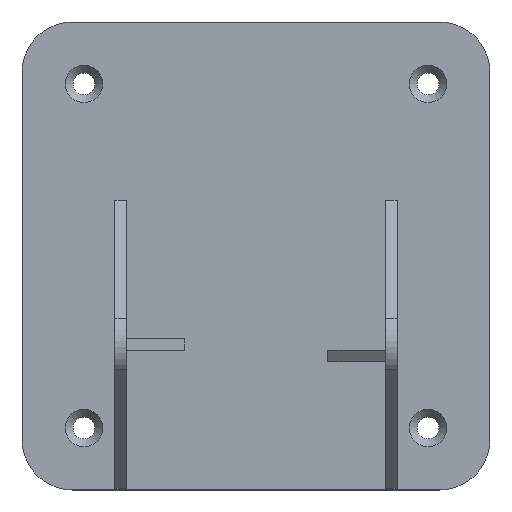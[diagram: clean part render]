
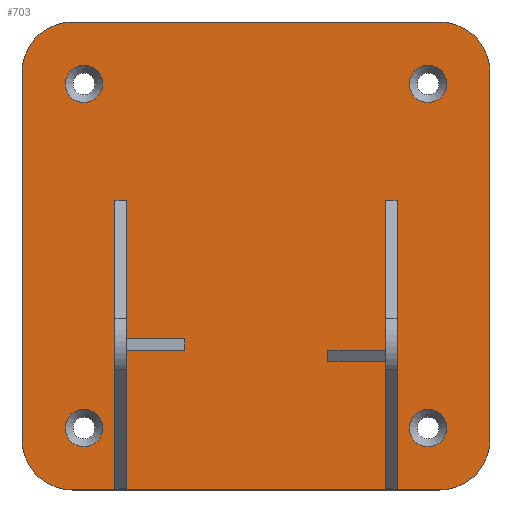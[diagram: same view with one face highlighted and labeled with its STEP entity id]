
A CAD part, top view. The second image highlights one B-rep face of the part: STEP entity #703.
In plain terms, the highlighted planar face has unit normal (0, 0, 1).
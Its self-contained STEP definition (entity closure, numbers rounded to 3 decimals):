
#27=FACE_BOUND('',#158,.T.);
#28=FACE_BOUND('',#159,.T.);
#29=FACE_BOUND('',#160,.T.);
#30=FACE_BOUND('',#161,.T.);
#31=FACE_BOUND('',#162,.T.);
#32=FACE_BOUND('',#163,.T.);
#56=CIRCLE('',#758,12.948);
#57=CIRCLE('',#760,12.948);
#58=CIRCLE('',#762,12.948);
#59=CIRCLE('',#764,12.948);
#60=CIRCLE('',#767,35.);
#61=CIRCLE('',#770,35.);
#62=CIRCLE('',#773,35.);
#63=CIRCLE('',#776,35.);
#113=FACE_OUTER_BOUND('',#157,.T.);
#157=EDGE_LOOP('',(#620,#621,#622,#623,#624,#625,#626,#627));
#158=EDGE_LOOP('',(#628,#629,#630,#631,#632,#633,#634,#635));
#159=EDGE_LOOP('',(#636));
#160=EDGE_LOOP('',(#637));
#161=EDGE_LOOP('',(#638));
#162=EDGE_LOOP('',(#639));
#163=EDGE_LOOP('',(#640,#641,#642,#643,#644,#645,#646,#647));
#164=LINE('',#995,#228);
#181=LINE('',#1078,#245);
#184=LINE('',#1084,#248);
#187=LINE('',#1089,#251);
#188=LINE('',#1093,#252);
#191=LINE('',#1098,#255);
#193=LINE('',#1102,#257);
#195=LINE('',#1105,#259);
#196=LINE('',#1106,#260);
#202=LINE('',#1127,#266);
#205=LINE('',#1135,#269);
#208=LINE('',#1143,#272);
#211=LINE('',#1151,#275);
#213=LINE('',#1158,#277);
#218=LINE('',#1169,#282);
#221=LINE('',#1175,#285);
#223=LINE('',#1179,#287);
#225=LINE('',#1182,#289);
#226=LINE('',#1184,#290);
#227=LINE('',#1188,#291);
#228=VECTOR('',#791,10.);
#245=VECTOR('',#872,10.);
#248=VECTOR('',#877,10.);
#251=VECTOR('',#882,10.);
#252=VECTOR('',#885,10.);
#255=VECTOR('',#890,10.);
#257=VECTOR('',#894,10.);
#259=VECTOR('',#898,10.);
#260=VECTOR('',#899,10.);
#266=VECTOR('',#923,10.);
#269=VECTOR('',#932,10.);
#272=VECTOR('',#941,10.);
#275=VECTOR('',#950,10.);
#277=VECTOR('',#958,10.);
#282=VECTOR('',#965,10.);
#285=VECTOR('',#970,10.);
#287=VECTOR('',#974,10.);
#289=VECTOR('',#978,10.);
#290=VECTOR('',#981,10.);
#291=VECTOR('',#988,10.);
#292=VERTEX_POINT('',#993);
#293=VERTEX_POINT('',#994);
#325=VERTEX_POINT('',#1074);
#327=VERTEX_POINT('',#1077);
#329=VERTEX_POINT('',#1083);
#330=VERTEX_POINT('',#1087);
#331=VERTEX_POINT('',#1091);
#332=VERTEX_POINT('',#1092);
#333=VERTEX_POINT('',#1097);
#334=VERTEX_POINT('',#1101);
#335=VERTEX_POINT('',#1108);
#336=VERTEX_POINT('',#1112);
#337=VERTEX_POINT('',#1116);
#338=VERTEX_POINT('',#1120);
#339=VERTEX_POINT('',#1124);
#340=VERTEX_POINT('',#1126);
#341=VERTEX_POINT('',#1130);
#342=VERTEX_POINT('',#1134);
#343=VERTEX_POINT('',#1138);
#344=VERTEX_POINT('',#1142);
#345=VERTEX_POINT('',#1146);
#346=VERTEX_POINT('',#1150);
#347=VERTEX_POINT('',#1156);
#348=VERTEX_POINT('',#1157);
#351=VERTEX_POINT('',#1165);
#353=VERTEX_POINT('',#1168);
#355=VERTEX_POINT('',#1174);
#356=VERTEX_POINT('',#1178);
#357=EDGE_CURVE('',#292,#293,#164,.T.);
#397=EDGE_CURVE('',#327,#325,#181,.T.);
#400=EDGE_CURVE('',#329,#327,#184,.T.);
#403=EDGE_CURVE('',#330,#329,#187,.T.);
#404=EDGE_CURVE('',#331,#332,#188,.T.);
#407=EDGE_CURVE('',#332,#333,#191,.T.);
#409=EDGE_CURVE('',#333,#334,#193,.T.);
#411=EDGE_CURVE('',#334,#325,#195,.T.);
#412=EDGE_CURVE('',#330,#331,#196,.T.);
#414=EDGE_CURVE('',#335,#335,#56,.T.);
#416=EDGE_CURVE('',#336,#336,#57,.T.);
#418=EDGE_CURVE('',#337,#337,#58,.T.);
#420=EDGE_CURVE('',#338,#338,#59,.T.);
#422=EDGE_CURVE('',#340,#339,#202,.T.);
#424=EDGE_CURVE('',#341,#340,#60,.T.);
#426=EDGE_CURVE('',#342,#341,#205,.T.);
#428=EDGE_CURVE('',#343,#342,#61,.T.);
#430=EDGE_CURVE('',#344,#343,#208,.T.);
#432=EDGE_CURVE('',#345,#344,#62,.T.);
#434=EDGE_CURVE('',#346,#345,#211,.T.);
#436=EDGE_CURVE('',#339,#346,#63,.T.);
#437=EDGE_CURVE('',#347,#348,#213,.T.);
#442=EDGE_CURVE('',#353,#351,#218,.T.);
#445=EDGE_CURVE('',#355,#353,#221,.T.);
#447=EDGE_CURVE('',#356,#355,#223,.T.);
#449=EDGE_CURVE('',#293,#356,#225,.T.);
#451=EDGE_CURVE('',#351,#347,#226,.T.);
#453=EDGE_CURVE('',#348,#292,#227,.T.);
#620=ORIENTED_EDGE('',*,*,#436,.T.);
#621=ORIENTED_EDGE('',*,*,#434,.T.);
#622=ORIENTED_EDGE('',*,*,#432,.T.);
#623=ORIENTED_EDGE('',*,*,#430,.T.);
#624=ORIENTED_EDGE('',*,*,#428,.T.);
#625=ORIENTED_EDGE('',*,*,#426,.T.);
#626=ORIENTED_EDGE('',*,*,#424,.T.);
#627=ORIENTED_EDGE('',*,*,#422,.T.);
#628=ORIENTED_EDGE('',*,*,#357,.T.);
#629=ORIENTED_EDGE('',*,*,#449,.T.);
#630=ORIENTED_EDGE('',*,*,#447,.T.);
#631=ORIENTED_EDGE('',*,*,#445,.T.);
#632=ORIENTED_EDGE('',*,*,#442,.T.);
#633=ORIENTED_EDGE('',*,*,#451,.T.);
#634=ORIENTED_EDGE('',*,*,#437,.T.);
#635=ORIENTED_EDGE('',*,*,#453,.T.);
#636=ORIENTED_EDGE('',*,*,#420,.T.);
#637=ORIENTED_EDGE('',*,*,#418,.T.);
#638=ORIENTED_EDGE('',*,*,#416,.T.);
#639=ORIENTED_EDGE('',*,*,#414,.T.);
#640=ORIENTED_EDGE('',*,*,#411,.F.);
#641=ORIENTED_EDGE('',*,*,#409,.F.);
#642=ORIENTED_EDGE('',*,*,#407,.F.);
#643=ORIENTED_EDGE('',*,*,#404,.F.);
#644=ORIENTED_EDGE('',*,*,#412,.F.);
#645=ORIENTED_EDGE('',*,*,#403,.T.);
#646=ORIENTED_EDGE('',*,*,#400,.T.);
#647=ORIENTED_EDGE('',*,*,#397,.T.);
#667=PLANE('',#786);
#703=ADVANCED_FACE('',(#113,#27,#28,#29,#30,#31,#32),#667,.T.);
#758=AXIS2_PLACEMENT_3D('',#1110,#903,#904);
#760=AXIS2_PLACEMENT_3D('',#1114,#908,#909);
#762=AXIS2_PLACEMENT_3D('',#1118,#913,#914);
#764=AXIS2_PLACEMENT_3D('',#1122,#918,#919);
#767=AXIS2_PLACEMENT_3D('',#1131,#927,#928);
#770=AXIS2_PLACEMENT_3D('',#1139,#936,#937);
#773=AXIS2_PLACEMENT_3D('',#1147,#945,#946);
#776=AXIS2_PLACEMENT_3D('',#1154,#954,#955);
#786=AXIS2_PLACEMENT_3D('',#1189,#989,#990);
#791=DIRECTION('',(-1.,0.,0.));
#872=DIRECTION('',(-1.,0.,0.));
#877=DIRECTION('',(0.,-1.,0.));
#882=DIRECTION('',(1.,0.,0.));
#885=DIRECTION('',(-1.,0.,0.));
#890=DIRECTION('',(0.,-1.,0.));
#894=DIRECTION('',(1.,0.,0.));
#898=DIRECTION('',(0.,1.,0.));
#899=DIRECTION('',(0.,1.,0.));
#903=DIRECTION('center_axis',(0.,0.,-1.));
#904=DIRECTION('ref_axis',(-1.,0.,0.));
#908=DIRECTION('center_axis',(0.,0.,-1.));
#909=DIRECTION('ref_axis',(-1.,0.,0.));
#913=DIRECTION('center_axis',(0.,0.,-1.));
#914=DIRECTION('ref_axis',(-1.,0.,0.));
#918=DIRECTION('center_axis',(0.,0.,-1.));
#919=DIRECTION('ref_axis',(-1.,0.,0.));
#923=DIRECTION('',(0.,-1.,0.));
#927=DIRECTION('center_axis',(0.,0.,1.));
#928=DIRECTION('ref_axis',(-0.707,0.707,0.));
#932=DIRECTION('',(-1.,0.,0.));
#936=DIRECTION('center_axis',(0.,0.,1.));
#937=DIRECTION('ref_axis',(0.707,0.707,0.));
#941=DIRECTION('',(0.,1.,0.));
#945=DIRECTION('center_axis',(0.,0.,1.));
#946=DIRECTION('ref_axis',(0.707,-0.707,0.));
#950=DIRECTION('',(1.,0.,0.));
#954=DIRECTION('center_axis',(0.,0.,1.));
#955=DIRECTION('ref_axis',(-0.707,-0.707,0.));
#958=DIRECTION('',(1.,0.,0.));
#965=DIRECTION('',(1.,0.,0.));
#970=DIRECTION('',(0.,1.,0.));
#974=DIRECTION('',(-1.,0.,0.));
#978=DIRECTION('',(0.,1.,0.));
#981=DIRECTION('',(0.,1.,0.));
#988=DIRECTION('',(0.,-1.,0.));
#989=DIRECTION('center_axis',(0.,0.,1.));
#990=DIRECTION('ref_axis',(1.,0.,0.));
#993=CARTESIAN_POINT('',(98.,-161.415,586.5));
#994=CARTESIAN_POINT('',(90.,-161.415,586.5));
#995=CARTESIAN_POINT('',(45.,-161.415,586.5));
#1074=CARTESIAN_POINT('',(-90.,-65.5,586.5));
#1077=CARTESIAN_POINT('',(-49.5,-65.5,586.5));
#1078=CARTESIAN_POINT('',(0.001,-65.5,586.5));
#1083=CARTESIAN_POINT('',(-49.5,-57.5,586.5));
#1084=CARTESIAN_POINT('',(-49.5,-81.25,586.5));
#1087=CARTESIAN_POINT('',(-90.,-57.5,586.5));
#1089=CARTESIAN_POINT('',(0.001,-57.5,586.5));
#1091=CARTESIAN_POINT('',(-90.,38.7,586.5));
#1092=CARTESIAN_POINT('',(-98.,38.7,586.5));
#1093=CARTESIAN_POINT('',(-49.,38.7,586.5));
#1097=CARTESIAN_POINT('',(-98.,-161.415,586.5));
#1098=CARTESIAN_POINT('',(-98.,-30.679,586.5));
#1101=CARTESIAN_POINT('',(-90.,-161.415,586.5));
#1102=CARTESIAN_POINT('',(-49.,-161.415,586.5));
#1105=CARTESIAN_POINT('',(-90.,-30.679,586.5));
#1106=CARTESIAN_POINT('',(-90.,-30.679,586.5));
#1108=CARTESIAN_POINT('',(-106.552,119.5,586.5));
#1110=CARTESIAN_POINT('Origin',(-119.5,119.5,586.5));
#1112=CARTESIAN_POINT('',(-106.552,-119.5,586.5));
#1114=CARTESIAN_POINT('Origin',(-119.5,-119.5,586.5));
#1116=CARTESIAN_POINT('',(132.448,119.5,586.5));
#1118=CARTESIAN_POINT('Origin',(119.5,119.5,586.5));
#1120=CARTESIAN_POINT('',(132.448,-119.5,586.5));
#1122=CARTESIAN_POINT('Origin',(119.5,-119.5,586.5));
#1124=CARTESIAN_POINT('',(-162.499,-127.5,586.5));
#1126=CARTESIAN_POINT('',(-162.499,127.5,586.5));
#1127=CARTESIAN_POINT('',(-162.499,162.5,586.5));
#1130=CARTESIAN_POINT('',(-127.499,162.5,586.5));
#1131=CARTESIAN_POINT('Origin',(-127.499,127.5,586.5));
#1134=CARTESIAN_POINT('',(127.501,162.5,586.5));
#1135=CARTESIAN_POINT('',(162.501,162.5,586.5));
#1138=CARTESIAN_POINT('',(162.501,127.5,586.5));
#1139=CARTESIAN_POINT('Origin',(127.501,127.5,586.5));
#1142=CARTESIAN_POINT('',(162.501,-127.5,586.5));
#1143=CARTESIAN_POINT('',(162.501,-162.5,586.5));
#1146=CARTESIAN_POINT('',(127.501,-162.5,586.5));
#1147=CARTESIAN_POINT('Origin',(127.501,-127.5,586.5));
#1150=CARTESIAN_POINT('',(-127.499,-162.5,586.5));
#1151=CARTESIAN_POINT('',(-162.499,-162.5,586.5));
#1154=CARTESIAN_POINT('Origin',(-127.499,-127.5,586.5));
#1156=CARTESIAN_POINT('',(90.,38.7,586.5));
#1157=CARTESIAN_POINT('',(98.,38.7,586.5));
#1158=CARTESIAN_POINT('',(45.,38.7,586.5));
#1165=CARTESIAN_POINT('',(90.,-65.5,586.5));
#1168=CARTESIAN_POINT('',(49.912,-65.5,586.5));
#1169=CARTESIAN_POINT('',(0.206,-65.5,586.5));
#1174=CARTESIAN_POINT('',(49.912,-73.5,586.5));
#1175=CARTESIAN_POINT('',(49.912,15.75,586.5));
#1178=CARTESIAN_POINT('',(90.,-73.5,586.5));
#1179=CARTESIAN_POINT('',(0.206,-73.5,586.5));
#1182=CARTESIAN_POINT('',(90.,-30.679,586.5));
#1184=CARTESIAN_POINT('',(90.,-30.679,586.5));
#1188=CARTESIAN_POINT('',(98.,-30.679,586.5));
#1189=CARTESIAN_POINT('Origin',(0.001,0.,
586.5));
